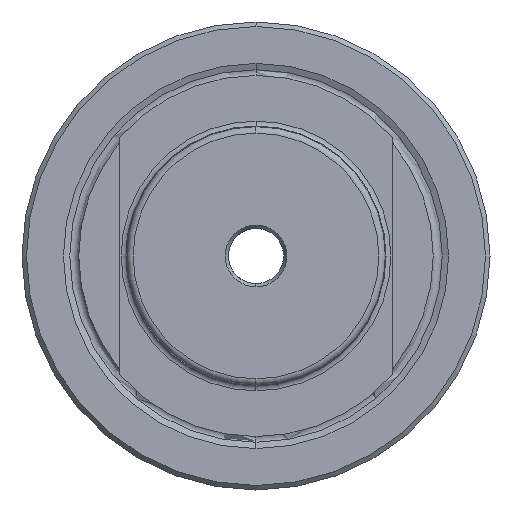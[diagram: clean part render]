
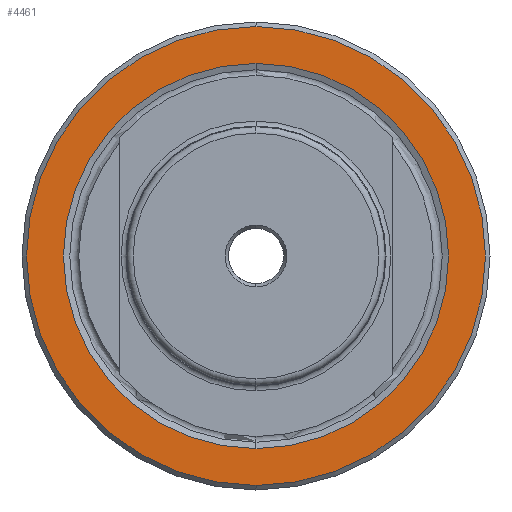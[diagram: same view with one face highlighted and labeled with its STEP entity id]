
A CAD part, left-side view. The second image highlights one B-rep face of the part: STEP entity #4461.
In plain terms, the highlighted planar face has unit normal (-1, 0, 0).
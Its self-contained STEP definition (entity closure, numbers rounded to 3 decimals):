
#165 = VERTEX_POINT ( 'NONE', #1742 ) ;
#267 = FACE_OUTER_BOUND ( 'NONE', #1198, .T. ) ;
#316 = VERTEX_POINT ( 'NONE', #2501 ) ;
#343 = ORIENTED_EDGE ( 'NONE', *, *, #2693, .T. ) ;
#397 = CIRCLE ( 'NONE', #4516, 29.626 ) ;
#559 = VERTEX_POINT ( 'NONE', #2740 ) ;
#597 = ORIENTED_EDGE ( 'NONE', *, *, #4186, .T. ) ;
#782 = CIRCLE ( 'NONE', #800, 35.3 ) ;
#800 = AXIS2_PLACEMENT_3D ( 'NONE', #2992, #2967, #2931 ) ;
#807 = AXIS2_PLACEMENT_3D ( 'NONE', #3142, #3158, #3185 ) ;
#877 = CIRCLE ( 'NONE', #807, 29.626 ) ;
#906 = DIRECTION ( 'NONE',  ( 0., 0., 1. ) ) ;
#911 = DIRECTION ( 'NONE',  ( -1., 0., 0. ) ) ;
#922 = CARTESIAN_POINT ( 'NONE',  ( 40., 0., 0. ) ) ;
#954 = DIRECTION ( 'NONE',  ( 0., 0., 1. ) ) ;
#955 = DIRECTION ( 'NONE',  ( -1., 0., 0. ) ) ;
#969 = CARTESIAN_POINT ( 'NONE',  ( 40., 0., 0. ) ) ;
#1116 = DIRECTION ( 'NONE',  ( 1., 0., 0. ) ) ;
#1147 = EDGE_LOOP ( 'NONE', ( #2701, #1703 ) ) ;
#1198 = EDGE_LOOP ( 'NONE', ( #597, #343 ) ) ;
#1566 = PLANE ( 'NONE',  #3776 ) ;
#1614 = DIRECTION ( 'NONE',  ( 0., 0., -1. ) ) ;
#1653 = CIRCLE ( 'NONE', #2136, 35.3 ) ;
#1703 = ORIENTED_EDGE ( 'NONE', *, *, #2673, .F. ) ;
#1742 = CARTESIAN_POINT ( 'NONE',  ( 40., 0., 35.3 ) ) ;
#1934 = CARTESIAN_POINT ( 'NONE',  ( 40., 0., 29.626 ) ) ;
#2136 = AXIS2_PLACEMENT_3D ( 'NONE', #969, #955, #954 ) ;
#2501 = CARTESIAN_POINT ( 'NONE',  ( 40., 0., -35.3 ) ) ;
#2673 = EDGE_CURVE ( 'NONE', #3686, #559, #877, .T. ) ;
#2693 = EDGE_CURVE ( 'NONE', #165, #316, #782, .T. ) ;
#2701 = ORIENTED_EDGE ( 'NONE', *, *, #4195, .F. ) ;
#2713 = CARTESIAN_POINT ( 'NONE',  ( 40., 0., -29.626 ) ) ;
#2740 = CARTESIAN_POINT ( 'NONE',  ( 40., 0., 29.626 ) ) ;
#2931 = DIRECTION ( 'NONE',  ( 0., 0., 1. ) ) ;
#2967 = DIRECTION ( 'NONE',  ( -1., 0., 0. ) ) ;
#2992 = CARTESIAN_POINT ( 'NONE',  ( 40., 0., 0. ) ) ;
#3142 = CARTESIAN_POINT ( 'NONE',  ( 40., 0., 0. ) ) ;
#3158 = DIRECTION ( 'NONE',  ( -1., 0., 0. ) ) ;
#3185 = DIRECTION ( 'NONE',  ( 0., 0., 1. ) ) ;
#3686 = VERTEX_POINT ( 'NONE', #2713 ) ;
#3776 = AXIS2_PLACEMENT_3D ( 'NONE', #1934, #1116, #1614 ) ;
#3893 = FACE_BOUND ( 'NONE', #1147, .T. ) ;
#4186 = EDGE_CURVE ( 'NONE', #316, #165, #1653, .T. ) ;
#4195 = EDGE_CURVE ( 'NONE', #559, #3686, #397, .T. ) ;
#4461 = ADVANCED_FACE ( 'NONE', ( #3893, #267 ), #1566, .F. ) ;
#4516 = AXIS2_PLACEMENT_3D ( 'NONE', #922, #911, #906 ) ;
